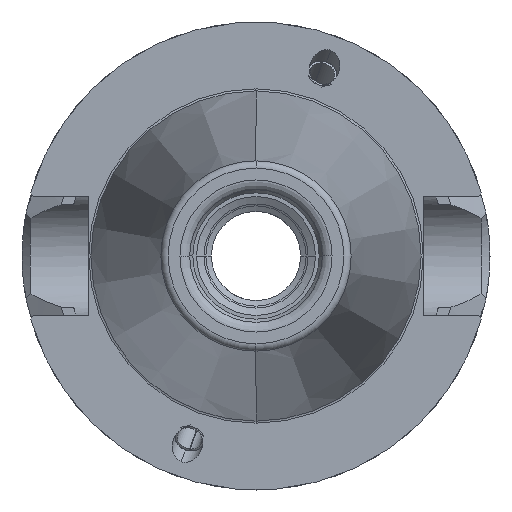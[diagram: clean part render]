
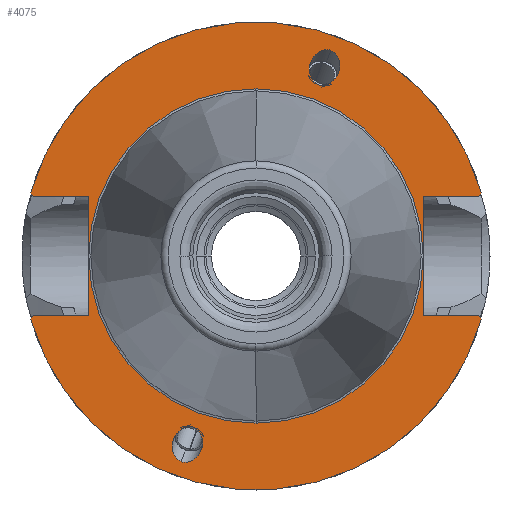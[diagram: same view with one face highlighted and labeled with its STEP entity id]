
A CAD part, left-side view. The second image highlights one B-rep face of the part: STEP entity #4075.
In plain terms, the highlighted planar face has unit normal (-1, 0, 0).
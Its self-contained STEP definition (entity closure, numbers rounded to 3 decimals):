
#1140=CARTESIAN_POINT('',(2.,0.,0.));
#1141=DIRECTION('',(-1.,0.,0.));
#1142=DIRECTION('',(0.,0.963,-0.269));
#1143=AXIS2_PLACEMENT_3D('',#1140,#1141,#1142);
#1149=CARTESIAN_POINT('',(2.,0.,0.));
#1150=DIRECTION('',(-1.,0.,0.));
#1151=DIRECTION('',(0.,-0.963,0.269));
#1152=AXIS2_PLACEMENT_3D('',#1149,#1150,#1151);
#1278=CARTESIAN_POINT('',(2.,0.,0.));
#1279=DIRECTION('',(1.,0.,0.));
#1280=DIRECTION('',(0.,0.,1.));
#1281=AXIS2_PLACEMENT_3D('',#1278,#1279,#1280);
#1283=CARTESIAN_POINT('',(2.,0.,0.));
#1284=DIRECTION('',(1.,0.,0.));
#1285=DIRECTION('',(0.,0.,-1.));
#1286=AXIS2_PLACEMENT_3D('',#1283,#1284,#1285);
#1288=DIRECTION('',(0.,0.,-1.));
#1289=VECTOR('',#1288,16.1);
#1290=CARTESIAN_POINT('',(2.,-22.6,8.05));
#1291=LINE('',#1290,#1289);
#1292=DIRECTION('',(0.,1.,0.));
#1293=VECTOR('',#1292,7.3);
#1294=CARTESIAN_POINT('',(2.,-29.9,-8.05));
#1295=LINE('',#1294,#1293);
#1296=DIRECTION('',(0.,0.707,0.707));
#1297=VECTOR('',#1296,0.616);
#1298=CARTESIAN_POINT('',(2.,-30.336,-8.486));
#1299=LINE('',#1298,#1297);
#1300=DIRECTION('',(0.,-0.707,0.707));
#1301=VECTOR('',#1300,0.616);
#1302=CARTESIAN_POINT('',(2.,30.336,-8.486));
#1303=LINE('',#1302,#1301);
#1304=DIRECTION('',(0.,-1.,0.));
#1305=VECTOR('',#1304,7.3);
#1306=CARTESIAN_POINT('',(2.,29.9,-8.05));
#1307=LINE('',#1306,#1305);
#1308=DIRECTION('',(0.,0.,-1.));
#1309=VECTOR('',#1308,16.1);
#1310=CARTESIAN_POINT('',(2.,22.6,8.05));
#1311=LINE('',#1310,#1309);
#1312=DIRECTION('',(0.,-1.,0.));
#1313=VECTOR('',#1312,7.3);
#1314=CARTESIAN_POINT('',(2.,29.9,8.05));
#1315=LINE('',#1314,#1313);
#1316=DIRECTION('',(0.,-0.707,-0.707));
#1317=VECTOR('',#1316,0.616);
#1318=CARTESIAN_POINT('',(2.,30.336,8.486));
#1319=LINE('',#1318,#1317);
#1320=DIRECTION('',(0.,0.707,-0.707));
#1321=VECTOR('',#1320,0.616);
#1322=CARTESIAN_POINT('',(2.,-30.336,8.486));
#1323=LINE('',#1322,#1321);
#1324=DIRECTION('',(0.,1.,0.));
#1325=VECTOR('',#1324,7.3);
#1326=CARTESIAN_POINT('',(2.,-29.9,8.05));
#1327=LINE('',#1326,#1325);
#1328=CARTESIAN_POINT('',(2.,10.07,-27.666));
#1329=CARTESIAN_POINT('',(2.,10.291,-27.585));
#1330=CARTESIAN_POINT('',(2.,10.734,-27.313));
#1331=CARTESIAN_POINT('',(2.,11.212,-26.546));
#1332=CARTESIAN_POINT('',(2.,11.343,-25.566));
#1333=CARTESIAN_POINT('',(2.,11.154,-24.673));
#1334=CARTESIAN_POINT('',(2.,10.725,-23.868));
#1335=CARTESIAN_POINT('',(2.,9.994,-23.201));
#1336=CARTESIAN_POINT('',(2.,9.135,-22.921));
#1337=CARTESIAN_POINT('',(2.,8.621,-22.997));
#1338=CARTESIAN_POINT('',(2.,8.399,-23.077));
#1340=CARTESIAN_POINT('',(2.,8.399,-23.077));
#1341=CARTESIAN_POINT('',(2.,8.178,-23.158));
#1342=CARTESIAN_POINT('',(2.,7.735,-23.431));
#1343=CARTESIAN_POINT('',(2.,7.257,-24.197));
#1344=CARTESIAN_POINT('',(2.,7.127,-25.178));
#1345=CARTESIAN_POINT('',(2.,7.315,-26.07));
#1346=CARTESIAN_POINT('',(2.,7.744,-26.875));
#1347=CARTESIAN_POINT('',(2.,8.475,-27.542));
#1348=CARTESIAN_POINT('',(2.,9.334,-27.822));
#1349=CARTESIAN_POINT('',(2.,9.848,-27.747));
#1350=CARTESIAN_POINT('',(2.,10.07,-27.666));
#1352=CARTESIAN_POINT('',(2.,-10.07,27.666));
#1353=CARTESIAN_POINT('',(2.,-10.291,27.585));
#1354=CARTESIAN_POINT('',(2.,-10.734,27.313));
#1355=CARTESIAN_POINT('',(2.,-11.212,26.546));
#1356=CARTESIAN_POINT('',(2.,-11.343,25.566));
#1357=CARTESIAN_POINT('',(2.,-11.154,24.673));
#1358=CARTESIAN_POINT('',(2.,-10.725,23.868));
#1359=CARTESIAN_POINT('',(2.,-9.994,23.201));
#1360=CARTESIAN_POINT('',(2.,-9.135,22.921));
#1361=CARTESIAN_POINT('',(2.,-8.621,22.997));
#1362=CARTESIAN_POINT('',(2.,-8.399,23.077));
#1364=CARTESIAN_POINT('',(2.,-8.399,23.077));
#1365=CARTESIAN_POINT('',(2.,-8.178,23.158));
#1366=CARTESIAN_POINT('',(2.,-7.735,23.431));
#1367=CARTESIAN_POINT('',(2.,-7.257,24.197));
#1368=CARTESIAN_POINT('',(2.,-7.127,25.178));
#1369=CARTESIAN_POINT('',(2.,-7.315,26.07));
#1370=CARTESIAN_POINT('',(2.,-7.744,26.875));
#1371=CARTESIAN_POINT('',(2.,-8.475,27.542));
#1372=CARTESIAN_POINT('',(2.,-9.334,27.822));
#1373=CARTESIAN_POINT('',(2.,-9.848,27.747));
#1374=CARTESIAN_POINT('',(2.,-10.07,27.666));
#2000=CARTESIAN_POINT('',(2.,22.6,8.05));
#2001=CARTESIAN_POINT('',(2.,22.6,-8.05));
#2002=VERTEX_POINT('',#2000);
#2003=VERTEX_POINT('',#2001);
#2076=CARTESIAN_POINT('',(2.,0.,22.5));
#2077=CARTESIAN_POINT('',(2.,0.,-22.5));
#2078=VERTEX_POINT('',#2076);
#2079=VERTEX_POINT('',#2077);
#2112=CARTESIAN_POINT('',(2.,29.9,8.05));
#2113=VERTEX_POINT('',#2112);
#2114=CARTESIAN_POINT('',(2.,29.9,-8.05));
#2115=VERTEX_POINT('',#2114);
#2124=CARTESIAN_POINT('',(2.,30.336,8.486));
#2125=VERTEX_POINT('',#2124);
#2126=CARTESIAN_POINT('',(2.,30.336,-8.486));
#2127=VERTEX_POINT('',#2126);
#2129=CARTESIAN_POINT('',(2.,-30.336,8.486));
#2131=VERTEX_POINT('',#2129);
#2133=CARTESIAN_POINT('',(2.,-30.336,-8.486));
#2135=VERTEX_POINT('',#2133);
#2136=CARTESIAN_POINT('',(2.,-22.6,8.05));
#2137=CARTESIAN_POINT('',(2.,-22.6,-8.05));
#2138=VERTEX_POINT('',#2136);
#2139=VERTEX_POINT('',#2137);
#2140=CARTESIAN_POINT('',(2.,-29.9,8.05));
#2141=VERTEX_POINT('',#2140);
#2142=CARTESIAN_POINT('',(2.,-29.9,-8.05));
#2143=VERTEX_POINT('',#2142);
#2175=VERTEX_POINT('',#1328);
#2176=VERTEX_POINT('',#1338);
#2231=VERTEX_POINT('',#1352);
#2232=VERTEX_POINT('',#1362);
#4032=CARTESIAN_POINT('',(2.,0.,0.));
#4033=DIRECTION('',(-1.,0.,0.));
#4034=DIRECTION('',(0.,0.,-1.));
#4035=AXIS2_PLACEMENT_3D('',#4032,#4033,#4034);
#4036=PLANE('',#4035);
#4037=ORIENTED_EDGE('',*,*,#4026,.T.);
#4038=ORIENTED_EDGE('',*,*,#3786,.F.);
#4039=ORIENTED_EDGE('',*,*,#3959,.F.);
#4040=ORIENTED_EDGE('',*,*,#3914,.F.);
#4042=ORIENTED_EDGE('',*,*,#4041,.T.);
#4044=ORIENTED_EDGE('',*,*,#4043,.T.);
#4046=ORIENTED_EDGE('',*,*,#4045,.F.);
#4048=ORIENTED_EDGE('',*,*,#4047,.F.);
#4050=ORIENTED_EDGE('',*,*,#4049,.F.);
#4051=ORIENTED_EDGE('',*,*,#3926,.F.);
#4053=ORIENTED_EDGE('',*,*,#4052,.T.);
#4054=ORIENTED_EDGE('',*,*,#4008,.T.);
#4055=EDGE_LOOP('',(#4037,#4038,#4039,#4040,#4042,#4044,#4046,#4048,#4050,#4051,
#4053,#4054));
#4056=FACE_OUTER_BOUND('',#4055,.F.);
#4058=ORIENTED_EDGE('',*,*,#4057,.F.);
#4060=ORIENTED_EDGE('',*,*,#4059,.F.);
#4061=EDGE_LOOP('',(#4058,#4060));
#4062=FACE_BOUND('',#4061,.F.);
#4064=ORIENTED_EDGE('',*,*,#4063,.F.);
#4066=ORIENTED_EDGE('',*,*,#4065,.F.);
#4067=EDGE_LOOP('',(#4064,#4066));
#4068=FACE_BOUND('',#4067,.F.);
#4070=ORIENTED_EDGE('',*,*,#4069,.F.);
#4072=ORIENTED_EDGE('',*,*,#4071,.F.);
#4073=EDGE_LOOP('',(#4070,#4072));
#4074=FACE_BOUND('',#4073,.F.);
#4075=ADVANCED_FACE('',(#4056,#4062,#4068,#4074),#4036,.T.);
#1144=CIRCLE('',#1143,31.5);
#1153=CIRCLE('',#1152,31.5);
#1282=CIRCLE('',#1281,22.5);
#1287=CIRCLE('',#1286,22.5);
#1339=B_SPLINE_CURVE_WITH_KNOTS('',3,(#1328,#1329,#1330,#1331,#1332,#1333,#1334,
#1335,#1336,#1337,#1338),.UNSPECIFIED.,.F.,.F.,(4,1,1,1,1,1,1,1,4),(0.,
0.125,0.25,0.375,0.5,0.625,0.75,0.875,1.),.UNSPECIFIED.);
#1351=B_SPLINE_CURVE_WITH_KNOTS('',3,(#1340,#1341,#1342,#1343,#1344,#1345,#1346,
#1347,#1348,#1349,#1350),.UNSPECIFIED.,.F.,.F.,(4,1,1,1,1,1,1,1,4),(0.,
0.125,0.25,0.375,0.5,0.625,0.75,0.875,1.),.UNSPECIFIED.);
#1363=B_SPLINE_CURVE_WITH_KNOTS('',3,(#1352,#1353,#1354,#1355,#1356,#1357,#1358,
#1359,#1360,#1361,#1362),.UNSPECIFIED.,.F.,.F.,(4,1,1,1,1,1,1,1,4),(0.,
0.125,0.25,0.375,0.5,0.625,0.75,0.875,1.),.UNSPECIFIED.);
#1375=B_SPLINE_CURVE_WITH_KNOTS('',3,(#1364,#1365,#1366,#1367,#1368,#1369,#1370,
#1371,#1372,#1373,#1374),.UNSPECIFIED.,.F.,.F.,(4,1,1,1,1,1,1,1,4),(0.,
0.125,0.25,0.375,0.5,0.625,0.75,0.875,1.),.UNSPECIFIED.);
#3786=EDGE_CURVE('',#2143,#2139,#1295,.T.);
#3914=EDGE_CURVE('',#2127,#2135,#1144,.T.);
#3926=EDGE_CURVE('',#2131,#2125,#1153,.T.);
#3959=EDGE_CURVE('',#2135,#2143,#1299,.T.);
#4008=EDGE_CURVE('',#2141,#2138,#1327,.T.);
#4026=EDGE_CURVE('',#2138,#2139,#1291,.T.);
#4041=EDGE_CURVE('',#2127,#2115,#1303,.T.);
#4043=EDGE_CURVE('',#2115,#2003,#1307,.T.);
#4045=EDGE_CURVE('',#2002,#2003,#1311,.T.);
#4047=EDGE_CURVE('',#2113,#2002,#1315,.T.);
#4049=EDGE_CURVE('',#2125,#2113,#1319,.T.);
#4052=EDGE_CURVE('',#2131,#2141,#1323,.T.);
#4057=EDGE_CURVE('',#2078,#2079,#1282,.T.);
#4059=EDGE_CURVE('',#2079,#2078,#1287,.T.);
#4063=EDGE_CURVE('',#2175,#2176,#1339,.T.);
#4065=EDGE_CURVE('',#2176,#2175,#1351,.T.);
#4069=EDGE_CURVE('',#2231,#2232,#1363,.T.);
#4071=EDGE_CURVE('',#2232,#2231,#1375,.T.);
